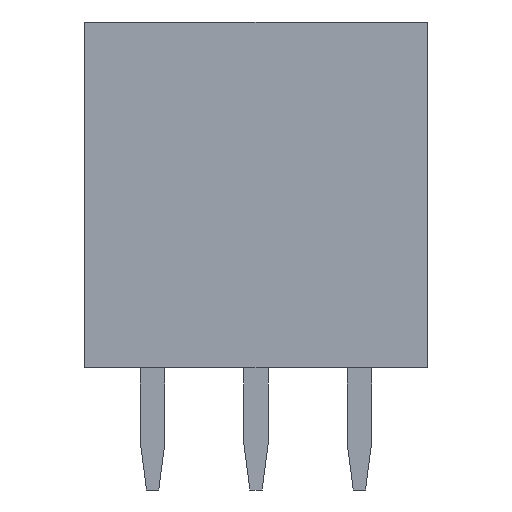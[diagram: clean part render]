
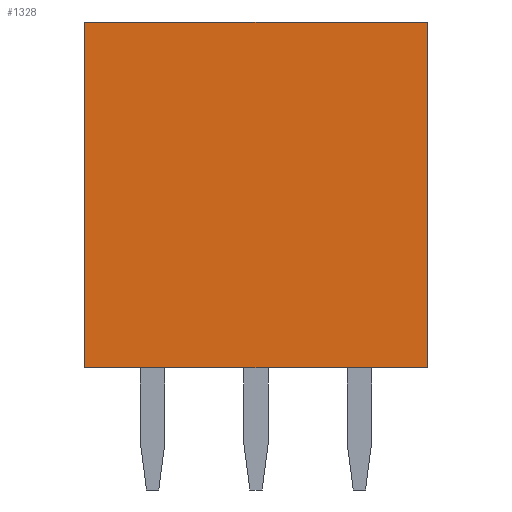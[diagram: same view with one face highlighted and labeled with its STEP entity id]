
A CAD part, front view. The second image highlights one B-rep face of the part: STEP entity #1328.
In plain terms, the highlighted planar face has unit normal (0, -1, 0).
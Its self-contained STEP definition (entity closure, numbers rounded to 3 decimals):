
#1328=ADVANCED_FACE('',(#2480),#2482,.T.);
#2480=FACE_BOUND('',#2481,.T.);
#2481=EDGE_LOOP('',(#3426,#3427,#3428,#3429));
#2482=PLANE('',#2483);
#2483=AXIS2_PLACEMENT_3D('',#2484,#2485,#2486);
#2484=CARTESIAN_POINT('',(6.75,-1.23,0.));
#2485=DIRECTION('',(0.,-1.,0.));
#2486=DIRECTION('',(0.,0.,1.));
#3426=ORIENTED_EDGE('',*,*,#3920,.T.);
#3427=ORIENTED_EDGE('',*,*,#3970,.T.);
#3428=ORIENTED_EDGE('',*,*,#3924,.F.);
#3429=ORIENTED_EDGE('',*,*,#3922,.F.);
#3920=EDGE_CURVE('',#4563,#4561,#4564,.T.);
#3922=EDGE_CURVE('',#4563,#4566,#4567,.T.);
#3924=EDGE_CURVE('',#4566,#4569,#4570,.T.);
#3970=EDGE_CURVE('',#4561,#4569,#4636,.T.);
#4561=VERTEX_POINT('',#5877);
#4563=VERTEX_POINT('',#5881);
#4564=LINE('',#5882,#5883);
#4566=VERTEX_POINT('',#5888);
#4567=LINE('',#5889,#5890);
#4569=VERTEX_POINT('',#5895);
#4570=LINE('',#5896,#5897);
#4636=LINE('',#6054,#6055);
#5877=CARTESIAN_POINT('',(6.75,-1.23,8.5));
#5881=CARTESIAN_POINT('',(6.75,-1.23,0.));
#5882=CARTESIAN_POINT('',(6.75,-1.23,0.));
#5883=VECTOR('',#5884,1.);
#5884=DIRECTION('',(0.,0.,1.));
#5888=CARTESIAN_POINT('',(-1.67,-1.23,0.));
#5889=CARTESIAN_POINT('',(6.75,-1.23,0.));
#5890=VECTOR('',#5891,1.);
#5891=DIRECTION('',(-1.,0.,0.));
#5895=CARTESIAN_POINT('',(-1.67,-1.23,8.5));
#5896=CARTESIAN_POINT('',(-1.67,-1.23,0.));
#5897=VECTOR('',#5898,1.);
#5898=DIRECTION('',(0.,0.,1.));
#6054=CARTESIAN_POINT('',(6.75,-1.23,8.5));
#6055=VECTOR('',#6056,1.);
#6056=DIRECTION('',(-1.,0.,0.));
